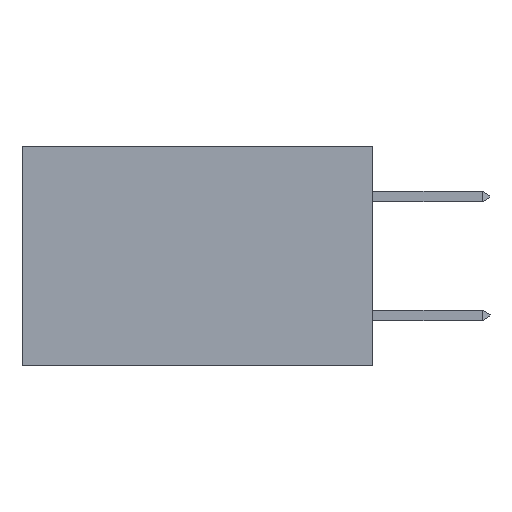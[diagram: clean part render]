
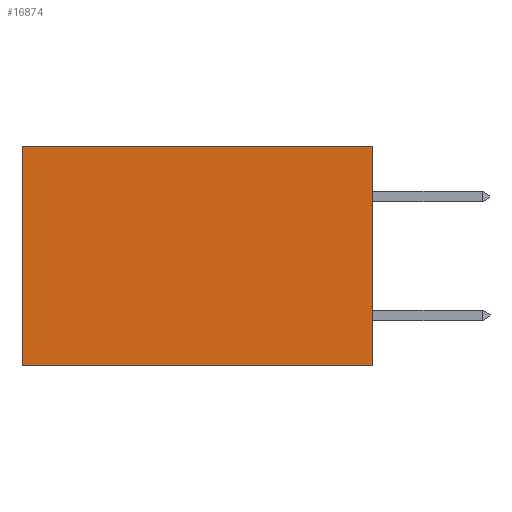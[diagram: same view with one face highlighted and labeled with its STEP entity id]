
A CAD part, left-side view. The second image highlights one B-rep face of the part: STEP entity #16874.
In plain terms, the highlighted planar face has unit normal (-1, 0, 0).
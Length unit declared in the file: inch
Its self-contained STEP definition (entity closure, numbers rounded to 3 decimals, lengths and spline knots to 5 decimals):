
#1384 = ORIENTED_EDGE ( 'NONE', *, *, #9307, .F. ) ;
#1958 = VERTEX_POINT ( 'NONE', #17828 ) ;
#2833 = DIRECTION ( 'NONE',  ( 0., 1., 0. ) ) ;
#3339 = EDGE_CURVE ( 'NONE', #3989, #20758, #11298, .T. ) ;
#3760 = EDGE_CURVE ( 'NONE', #17997, #1958, #7148, .T. ) ;
#3989 = VERTEX_POINT ( 'NONE', #7848 ) ;
#4515 = CARTESIAN_POINT ( 'NONE',  ( 0.277, 0.59, 0. ) ) ;
#5803 = CARTESIAN_POINT ( 'NONE',  ( 0.277, 0., -0.37 ) ) ;
#6579 = DIRECTION ( 'NONE',  ( 0., 1., 0. ) ) ;
#6602 = VECTOR ( 'NONE', #20123, 39.37008 ) ;
#6707 = CARTESIAN_POINT ( 'NONE',  ( 0.277, 0., -0.37 ) ) ;
#7148 = LINE ( 'NONE', #8420, #20396 ) ;
#7848 = CARTESIAN_POINT ( 'NONE',  ( 0.277, 0., 0. ) ) ;
#8420 = CARTESIAN_POINT ( 'NONE',  ( 0.277, 0.59, -0.37 ) ) ;
#8453 = EDGE_LOOP ( 'NONE', ( #21365, #1384, #14177, #11237 ) ) ;
#9307 = EDGE_CURVE ( 'NONE', #20758, #1958, #13911, .T. ) ;
#9490 = CARTESIAN_POINT ( 'NONE',  ( 0.277, 0., -0.37 ) ) ;
#10602 = DIRECTION ( 'NONE',  ( 0., 0., -1. ) ) ;
#11237 = ORIENTED_EDGE ( 'NONE', *, *, #13924, .T. ) ;
#11257 = AXIS2_PLACEMENT_3D ( 'NONE', #9490, #21560, #11275 ) ;
#11275 = DIRECTION ( 'NONE',  ( 0., 0., -1. ) ) ;
#11298 = LINE ( 'NONE', #20300, #6602 ) ;
#11677 = CARTESIAN_POINT ( 'NONE',  ( 0.277, 0., 0. ) ) ;
#13911 = LINE ( 'NONE', #6707, #19000 ) ;
#13924 = EDGE_CURVE ( 'NONE', #3989, #17997, #13958, .T. ) ;
#13958 = LINE ( 'NONE', #11677, #21424 ) ;
#14177 = ORIENTED_EDGE ( 'NONE', *, *, #3339, .F. ) ;
#16874 = ADVANCED_FACE ( 'NONE', ( #21246 ), #18165, .F. ) ;
#17828 = CARTESIAN_POINT ( 'NONE',  ( 0.277, 0.59, -0.37 ) ) ;
#17997 = VERTEX_POINT ( 'NONE', #4515 ) ;
#18165 = PLANE ( 'NONE',  #11257 ) ;
#19000 = VECTOR ( 'NONE', #6579, 39.37008 ) ;
#20123 = DIRECTION ( 'NONE',  ( 0., 0., -1. ) ) ;
#20300 = CARTESIAN_POINT ( 'NONE',  ( 0.277, 0., -0.37 ) ) ;
#20396 = VECTOR ( 'NONE', #10602, 39.37008 ) ;
#20758 = VERTEX_POINT ( 'NONE', #5803 ) ;
#21246 = FACE_OUTER_BOUND ( 'NONE', #8453, .T. ) ;
#21365 = ORIENTED_EDGE ( 'NONE', *, *, #3760, .T. ) ;
#21424 = VECTOR ( 'NONE', #2833, 39.37008 ) ;
#21560 = DIRECTION ( 'NONE',  ( 1., 0., 0. ) ) ;
